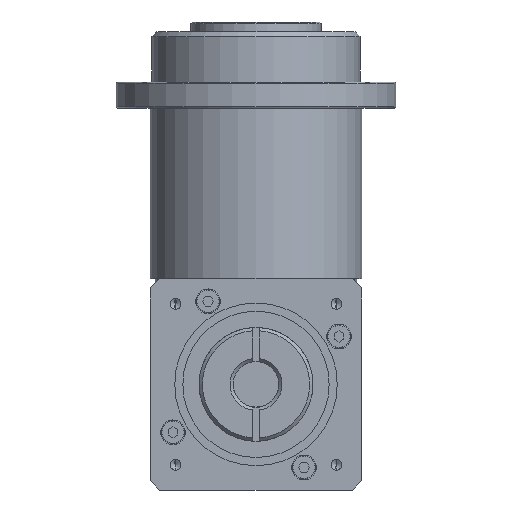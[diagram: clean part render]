
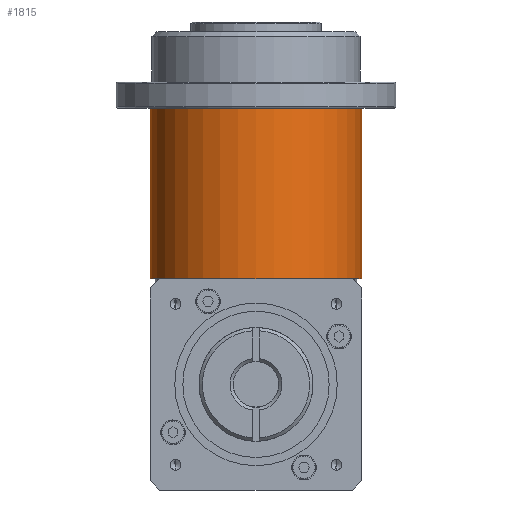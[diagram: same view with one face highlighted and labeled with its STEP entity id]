
A CAD part, front view. The second image highlights one B-rep face of the part: STEP entity #1815.
In plain terms, the highlighted cylindrical face has radius 32.5 mm (diameter 65 mm), a partial arc.
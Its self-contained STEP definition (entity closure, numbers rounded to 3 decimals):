
#148 = DIRECTION ( 'NONE',  ( 0., 0., -1. ) ) ;
#1037 = DIRECTION ( 'NONE',  ( 0., 0., -1. ) ) ;
#1182 = CARTESIAN_POINT ( 'NONE',  ( 32.5, 0., 40.5 ) ) ;
#1276 = LINE ( 'NONE', #2442, #8707 ) ;
#1588 = ORIENTED_EDGE ( 'NONE', *, *, #7401, .F. ) ;
#1722 = VECTOR ( 'NONE', #4367, 1000. ) ;
#1815 = ADVANCED_FACE ( 'NONE', ( #4334 ), #9160, .T. ) ;
#1948 = EDGE_CURVE ( 'NONE', #6935, #6097, #4655, .T. ) ;
#1949 = LINE ( 'NONE', #3635, #1722 ) ;
#2300 = ORIENTED_EDGE ( 'NONE', *, *, #3473, .F. ) ;
#2442 = CARTESIAN_POINT ( 'NONE',  ( 32.5, 0., 40.5 ) ) ;
#2823 = VERTEX_POINT ( 'NONE', #3319 ) ;
#2983 = ORIENTED_EDGE ( 'NONE', *, *, #6469, .T. ) ;
#3304 = VERTEX_POINT ( 'NONE', #7331 ) ;
#3319 = CARTESIAN_POINT ( 'NONE',  ( -32.5, 0., -12. ) ) ;
#3473 = EDGE_CURVE ( 'NONE', #3304, #2823, #7750, .T. ) ;
#3635 = CARTESIAN_POINT ( 'NONE',  ( -32.5, 0., 40.5 ) ) ;
#4042 = EDGE_LOOP ( 'NONE', ( #1588, #5365, #2983, #2300 ) ) ;
#4203 = DIRECTION ( 'NONE',  ( 0., 0., -1. ) ) ;
#4334 = FACE_OUTER_BOUND ( 'NONE', #4042, .T. ) ;
#4367 = DIRECTION ( 'NONE',  ( 0., 0., -1. ) ) ;
#4423 = CARTESIAN_POINT ( 'NONE',  ( 0., 0., 40.5 ) ) ;
#4535 = AXIS2_PLACEMENT_3D ( 'NONE', #4423, #148, #5155 ) ;
#4655 = CIRCLE ( 'NONE', #4535, 32.5 ) ;
#5155 = DIRECTION ( 'NONE',  ( -1., 0., 0. ) ) ;
#5331 = CARTESIAN_POINT ( 'NONE',  ( 0., 0., -12. ) ) ;
#5365 = ORIENTED_EDGE ( 'NONE', *, *, #1948, .T. ) ;
#6050 = DIRECTION ( 'NONE',  ( -1., 0., 0. ) ) ;
#6097 = VERTEX_POINT ( 'NONE', #8374 ) ;
#6229 = AXIS2_PLACEMENT_3D ( 'NONE', #5331, #1037, #6050 ) ;
#6469 = EDGE_CURVE ( 'NONE', #6097, #2823, #1949, .T. ) ;
#6935 = VERTEX_POINT ( 'NONE', #1182 ) ;
#7154 = AXIS2_PLACEMENT_3D ( 'NONE', #8549, #4203, #9266 ) ;
#7331 = CARTESIAN_POINT ( 'NONE',  ( 32.5, 0., -12. ) ) ;
#7401 = EDGE_CURVE ( 'NONE', #6935, #3304, #1276, .T. ) ;
#7750 = CIRCLE ( 'NONE', #6229, 32.5 ) ;
#8374 = CARTESIAN_POINT ( 'NONE',  ( -32.5, 0., 40.5 ) ) ;
#8549 = CARTESIAN_POINT ( 'NONE',  ( 0., 0., 40.5 ) ) ;
#8707 = VECTOR ( 'NONE', #8923, 1000. ) ;
#8923 = DIRECTION ( 'NONE',  ( 0., 0., -1. ) ) ;
#9160 = CYLINDRICAL_SURFACE ( 'NONE', #7154, 32.5 ) ;
#9266 = DIRECTION ( 'NONE',  ( -1., 0., 0. ) ) ;
